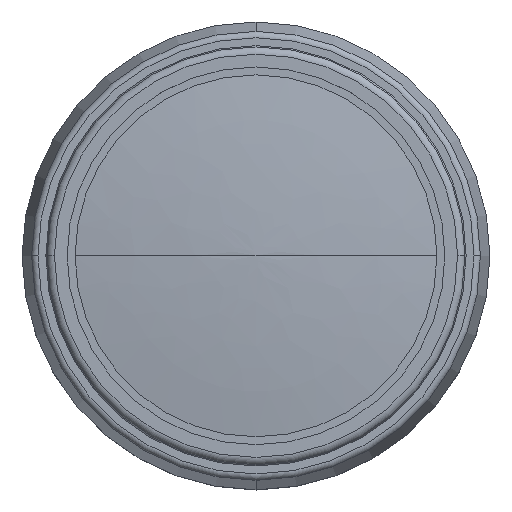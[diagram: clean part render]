
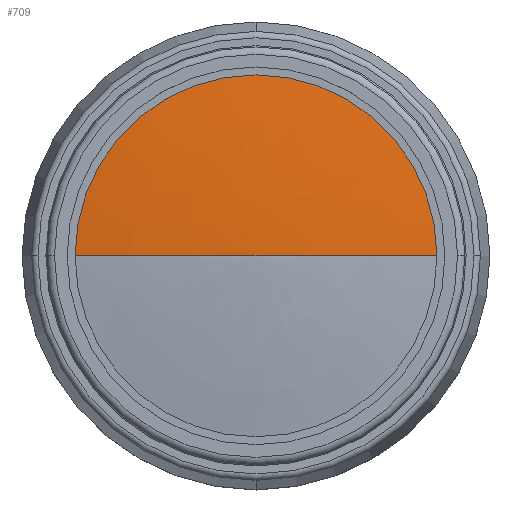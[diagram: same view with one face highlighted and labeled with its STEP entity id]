
A CAD part, top view. The second image highlights one B-rep face of the part: STEP entity #709.
In plain terms, the highlighted free-form (B-spline) face has degree [2, 2] with [3, 9] control points.
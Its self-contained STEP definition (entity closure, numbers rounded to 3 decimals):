
#214=CARTESIAN_POINT('',(0.,11.41,10.));
#215=VERTEX_POINT('',#214);
#224=CARTESIAN_POINT('',(11.41,0.0,10.0));
#225=VERTEX_POINT('',#224);
#226=CARTESIAN_POINT('',(0.,0.0,10.));
#227=DIRECTION('',(0.0,0.0,1.0));
#228=DIRECTION('',(0.0,1.0,0.0));
#229=AXIS2_PLACEMENT_3D('',#226,#227,#228);
#230=CIRCLE('',#229,11.41);
#231=EDGE_CURVE('',#225,#215,#230,.T.);
#633=CARTESIAN_POINT('',(0.,0.0,10.8));
#634=VERTEX_POINT('',#633);
#635=CARTESIAN_POINT('',(-1.278,0.0,-89.192));
#636=DIRECTION('',(0.0,1.0,0.0));
#637=DIRECTION('',(1.0,0.0,0.0));
#638=AXIS2_PLACEMENT_3D('',#635,#636,#637);
#639=CIRCLE('',#638,100.0);
#640=EDGE_CURVE('',#634,#225,#639,.T.);
#642=CARTESIAN_POINT('',(-11.41,0.,10.0));
#643=VERTEX_POINT('',#642);
#644=CARTESIAN_POINT('',(1.278,0.,-89.192));
#645=DIRECTION('',(0.0,-1.0,0.0));
#646=DIRECTION('',(-1.0,0.0,0.0));
#647=AXIS2_PLACEMENT_3D('',#644,#645,#646);
#648=CIRCLE('',#647,100.0);
#649=EDGE_CURVE('',#634,#643,#648,.T.);
#662=CARTESIAN_POINT('',(-11.41,0.,10.));
#663=CARTESIAN_POINT('',(-5.728,0.,10.727));
#664=CARTESIAN_POINT('',(0.,0.,10.8));
#665=CARTESIAN_POINT('',(-11.41,11.41,10.));
#666=CARTESIAN_POINT('',(-5.728,5.728,10.727));
#667=CARTESIAN_POINT('',(0.,0.,10.8));
#668=CARTESIAN_POINT('',(0.,11.41,10.));
#669=CARTESIAN_POINT('',(0.,5.728,10.727));
#670=CARTESIAN_POINT('',(0.,0.,10.8));
#671=CARTESIAN_POINT('',(11.41,11.41,10.));
#672=CARTESIAN_POINT('',(5.728,5.728,10.727));
#673=CARTESIAN_POINT('',(0.,0.,10.8));
#674=CARTESIAN_POINT('',(11.41,0.,10.));
#675=CARTESIAN_POINT('',(5.728,0.,10.727));
#676=CARTESIAN_POINT('',(0.,0.,10.8));
#677=CARTESIAN_POINT('',(11.41,-11.41,10.));
#678=CARTESIAN_POINT('',(5.728,-5.728,10.727));
#679=CARTESIAN_POINT('',(0.,0.,10.8));
#680=CARTESIAN_POINT('',(0.,-11.41,10.));
#681=CARTESIAN_POINT('',(0.,-5.728,10.727));
#682=CARTESIAN_POINT('',(0.,0.,10.8));
#683=CARTESIAN_POINT('',(-11.41,-11.41,10.));
#684=CARTESIAN_POINT('',(-5.728,-5.728,10.727));
#685=CARTESIAN_POINT('',(0.,0.,10.8));
#686=CARTESIAN_POINT('',(-11.41,0.,10.));
#687=CARTESIAN_POINT('',(-5.728,0.,10.727));
#688=CARTESIAN_POINT('',(0.,0.,10.8));
#696=(BOUNDED_SURFACE()B_SPLINE_SURFACE(2,2,((#662,#665,#668,#671,#674,#677,#680,#683,#686),(#663,#666,#669,#672,#675,#678,#681,#684,#687),(#664,#667,#670,#673,#676,#679,#682,#685,#688)),.UNSPECIFIED.,.F.,.T.,.U.)B_SPLINE_SURFACE_WITH_KNOTS((3,3),(3,2,2,2,3),(1.444,1.558),(0.0,1.571,3.142,4.712,6.283),.UNSPECIFIED.)GEOMETRIC_REPRESENTATION_ITEM()RATIONAL_B_SPLINE_SURFACE(((1.0,0.707,1.0,0.707,1.0,0.707,1.0,0.707,1.0),(0.998,0.706,0.998,0.706,0.998,0.706,0.998,0.706,0.998),(1.0,0.707,1.0,0.707,1.0,0.707,1.0,0.707,1.0)))REPRESENTATION_ITEM('')SURFACE());
#697=ORIENTED_EDGE('',*,*,#640,.T.);
#698=ORIENTED_EDGE('',*,*,#231,.T.);
#699=CARTESIAN_POINT('',(0.,0.0,10.));
#700=DIRECTION('',(0.0,0.0,1.0));
#701=DIRECTION('',(0.0,1.0,0.0));
#702=AXIS2_PLACEMENT_3D('',#699,#700,#701);
#703=CIRCLE('',#702,11.41);
#704=EDGE_CURVE('',#215,#643,#703,.T.);
#705=ORIENTED_EDGE('',*,*,#704,.T.);
#706=ORIENTED_EDGE('',*,*,#649,.F.);
#707=EDGE_LOOP('',(#697,#698,#705,#706));
#708=FACE_OUTER_BOUND('',#707,.T.);
#709=ADVANCED_FACE('',(#708),#696,.T.);
